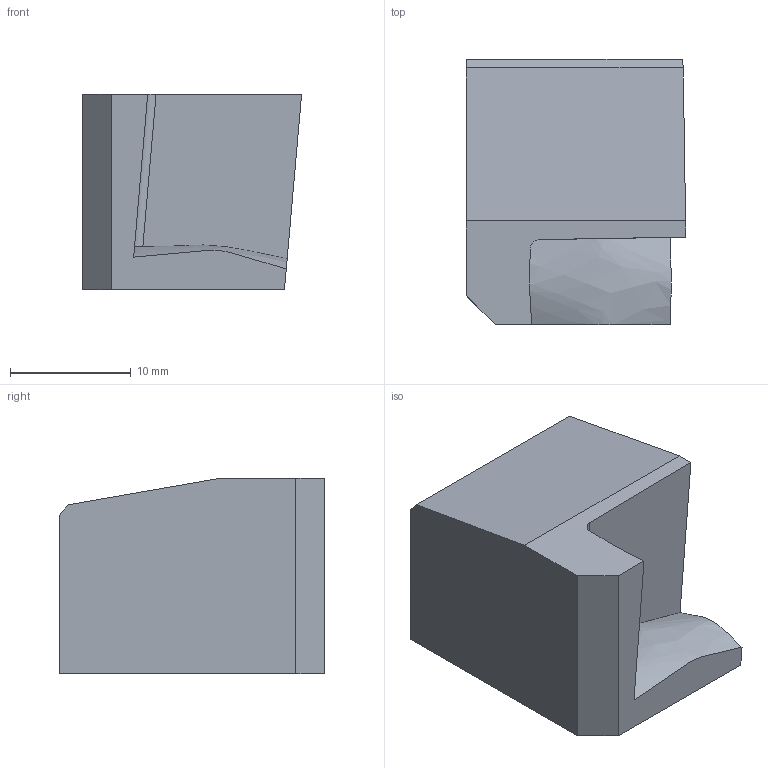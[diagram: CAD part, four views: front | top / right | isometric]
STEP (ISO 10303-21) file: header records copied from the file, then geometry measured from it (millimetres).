
FILE_DESCRIPTION(/* description */ (''),/* implementation_level */ '2;1');
FILE_NAME(/* name */ 'L335.25-2126-XN07_Detailed.stp',/* time_stamp */ '2024-04-18T14:55:53+05:00',/* author */ (''),/* organization */ (''),/* preprocessor_version */ 'ST-DEVELOPER v18.102',/* originating_system */ 'SIEMENS PLM Software NX2206.8101',/* authorisation */ '');
FILE_SCHEMA (('AUTOMOTIVE_DESIGN { 1 0 10303 214 3 1 1 1 }'));
Length unit declared in the file: millimetre
Products named in the file (1): NOCUT2_objects
Bounding box: 18.15 x 22 x 16.23 mm (x, y, z)
Volume: 4693.6 mm3; surface area: 1932.9 mm2
Topology: 1 solids, 1 shells, 14 faces, 46 edges, 37 vertices
Faces by surface type: plane 10, bspline 3, cylinder 1
Entity records: 2297 total; most frequent: CARTESIAN_POINT 1861, ORIENTED_EDGE 92, DIRECTION 56, EDGE_CURVE 46, VERTEX_POINT 34, LINE 24, VECTOR 24, B_SPLINE_CURVE_WITH_KNOTS 21
